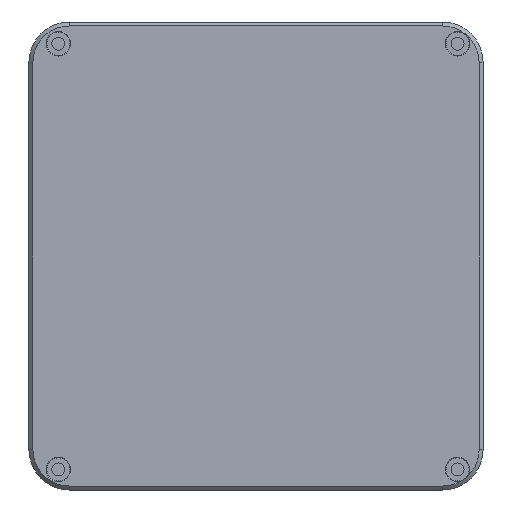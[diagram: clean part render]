
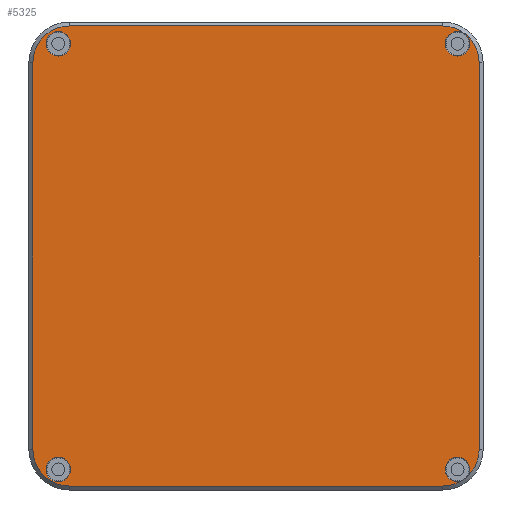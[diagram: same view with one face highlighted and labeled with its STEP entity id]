
A CAD part, left-side view. The second image highlights one B-rep face of the part: STEP entity #5325.
In plain terms, the highlighted planar face has unit normal (-1, 0, 0).
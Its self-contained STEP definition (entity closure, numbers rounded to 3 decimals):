
#526=FACE_BOUND('',#1041,.T.);
#527=FACE_BOUND('',#1042,.T.);
#528=FACE_BOUND('',#1043,.T.);
#553=PLANE('',#5707);
#687=FACE_OUTER_BOUND('',#1040,.T.);
#1040=EDGE_LOOP('',(#3684,#3685,#3686,#3687,#3688,#3689,#3690,#3691,#3692,
#3693,#3694));
#1041=EDGE_LOOP('',(#3695));
#1042=EDGE_LOOP('',(#3696));
#1043=EDGE_LOOP('',(#3697));
#1420=LINE('',#6929,#1870);
#1421=LINE('',#6933,#1871);
#1422=LINE('',#6937,#1872);
#1423=LINE('',#6941,#1873);
#1870=VECTOR('',#5973,10.);
#1871=VECTOR('',#5976,10.);
#1872=VECTOR('',#5979,10.);
#1873=VECTOR('',#5982,10.);
#2319=CIRCLE('',#5705,3.125);
#2321=CIRCLE('',#5708,3.125);
#2322=CIRCLE('',#5709,9.3);
#2323=CIRCLE('',#5710,9.3);
#2324=CIRCLE('',#5711,9.3);
#2325=CIRCLE('',#5712,9.3);
#2326=CIRCLE('',#5713,9.3);
#2327=CIRCLE('',#5714,3.125);
#2328=CIRCLE('',#5715,3.125);
#2329=CIRCLE('',#5716,3.125);
#2394=VERTEX_POINT('',#6917);
#2396=VERTEX_POINT('',#6923);
#2397=VERTEX_POINT('',#6924);
#2398=VERTEX_POINT('',#6926);
#2399=VERTEX_POINT('',#6928);
#2400=VERTEX_POINT('',#6930);
#2401=VERTEX_POINT('',#6932);
#2402=VERTEX_POINT('',#6934);
#2403=VERTEX_POINT('',#6936);
#2404=VERTEX_POINT('',#6938);
#2405=VERTEX_POINT('',#6940);
#2406=VERTEX_POINT('',#6942);
#2407=VERTEX_POINT('',#6945);
#2408=VERTEX_POINT('',#6947);
#2864=EDGE_CURVE('',#2394,#2394,#2319,.T.);
#2867=EDGE_CURVE('',#2396,#2397,#2321,.T.);
#2868=EDGE_CURVE('',#2398,#2396,#2322,.T.);
#2869=EDGE_CURVE('',#2399,#2398,#1420,.T.);
#2870=EDGE_CURVE('',#2400,#2399,#2323,.T.);
#2871=EDGE_CURVE('',#2401,#2400,#1421,.T.);
#2872=EDGE_CURVE('',#2402,#2401,#2324,.T.);
#2873=EDGE_CURVE('',#2403,#2402,#1422,.T.);
#2874=EDGE_CURVE('',#2404,#2403,#2325,.T.);
#2875=EDGE_CURVE('',#2405,#2404,#1423,.T.);
#2876=EDGE_CURVE('',#2406,#2405,#2326,.T.);
#2877=EDGE_CURVE('',#2397,#2406,#2327,.T.);
#2878=EDGE_CURVE('',#2407,#2407,#2328,.T.);
#2879=EDGE_CURVE('',#2408,#2408,#2329,.T.);
#3684=ORIENTED_EDGE('',*,*,#2867,.F.);
#3685=ORIENTED_EDGE('',*,*,#2868,.F.);
#3686=ORIENTED_EDGE('',*,*,#2869,.F.);
#3687=ORIENTED_EDGE('',*,*,#2870,.F.);
#3688=ORIENTED_EDGE('',*,*,#2871,.F.);
#3689=ORIENTED_EDGE('',*,*,#2872,.F.);
#3690=ORIENTED_EDGE('',*,*,#2873,.F.);
#3691=ORIENTED_EDGE('',*,*,#2874,.F.);
#3692=ORIENTED_EDGE('',*,*,#2875,.F.);
#3693=ORIENTED_EDGE('',*,*,#2876,.F.);
#3694=ORIENTED_EDGE('',*,*,#2877,.F.);
#3695=ORIENTED_EDGE('',*,*,#2878,.F.);
#3696=ORIENTED_EDGE('',*,*,#2879,.F.);
#3697=ORIENTED_EDGE('',*,*,#2864,.F.);
#5325=ADVANCED_FACE('',(#687,#526,#527,#528),#553,.T.);
#5705=AXIS2_PLACEMENT_3D('',#6918,#5962,#5963);
#5707=AXIS2_PLACEMENT_3D('',#6922,#5967,#5968);
#5708=AXIS2_PLACEMENT_3D('',#6925,#5969,#5970);
#5709=AXIS2_PLACEMENT_3D('',#6927,#5971,#5972);
#5710=AXIS2_PLACEMENT_3D('',#6931,#5974,#5975);
#5711=AXIS2_PLACEMENT_3D('',#6935,#5977,#5978);
#5712=AXIS2_PLACEMENT_3D('',#6939,#5980,#5981);
#5713=AXIS2_PLACEMENT_3D('',#6943,#5983,#5984);
#5714=AXIS2_PLACEMENT_3D('',#6944,#5985,#5986);
#5715=AXIS2_PLACEMENT_3D('',#6946,#5987,#5988);
#5716=AXIS2_PLACEMENT_3D('',#6948,#5989,#5990);
#5962=DIRECTION('center_axis',(-1.,0.,0.));
#5963=DIRECTION('ref_axis',(0.,0.,
-1.));
#5967=DIRECTION('center_axis',(-1.,0.,0.));
#5968=DIRECTION('ref_axis',(0.,-1.,0.));
#5969=DIRECTION('center_axis',(-1.,0.,0.));
#5970=DIRECTION('ref_axis',(0.,0.,
-1.));
#5971=DIRECTION('center_axis',(1.,0.,0.));
#5972=DIRECTION('ref_axis',(0.,0.,-1.));
#5973=DIRECTION('',(0.,0.,-1.));
#5974=DIRECTION('center_axis',(1.,0.,0.));
#5975=DIRECTION('ref_axis',(0.,-1.,0.));
#5976=DIRECTION('',(0.,-1.,0.));
#5977=DIRECTION('center_axis',(1.,0.,0.));
#5978=DIRECTION('ref_axis',(0.,0.707,0.707));
#5979=DIRECTION('',(0.,0.,1.));
#5980=DIRECTION('center_axis',(1.,0.,0.));
#5981=DIRECTION('ref_axis',(0.,0.707,-0.707));
#5982=DIRECTION('',(0.,1.,0.));
#5983=DIRECTION('center_axis',(1.,0.,0.));
#5984=DIRECTION('ref_axis',(0.,0.,-1.));
#5985=DIRECTION('center_axis',(-1.,0.,0.));
#5986=DIRECTION('ref_axis',(0.,0.,
-1.));
#5987=DIRECTION('center_axis',(-1.,0.,0.));
#5988=DIRECTION('ref_axis',(0.,0.,
-1.));
#5989=DIRECTION('center_axis',(-1.,0.,0.));
#5990=DIRECTION('ref_axis',(0.,0.,
-1.));
#6917=CARTESIAN_POINT('',(-29.9,81.509,106.102));
#6918=CARTESIAN_POINT('Origin',(-29.9,81.509,102.977));
#6922=CARTESIAN_POINT('Origin',(-29.9,26.75,49.));
#6923=CARTESIAN_POINT('',(-29.9,-22.672,-6.879));
#6924=CARTESIAN_POINT('',(-29.9,-19.991,-2.148));
#6925=CARTESIAN_POINT('Origin',(-29.9,-19.991,-5.273));
#6926=CARTESIAN_POINT('',(-29.9,-25.5,-0.2));
#6927=CARTESIAN_POINT('Origin',(-29.9,-16.2,-0.2));
#6928=CARTESIAN_POINT('',(-29.9,-25.5,98.2));
#6929=CARTESIAN_POINT('',(-29.9,-25.5,24.4));
#6930=CARTESIAN_POINT('',(-29.9,-16.2,107.5));
#6931=CARTESIAN_POINT('Origin',(-29.9,-16.2,98.2));
#6932=CARTESIAN_POINT('',(-29.9,78.7,107.5));
#6933=CARTESIAN_POINT('',(-29.9,5.275,107.5));
#6934=CARTESIAN_POINT('',(-29.9,88.,98.2));
#6935=CARTESIAN_POINT('Origin',(-29.9,78.7,98.2));
#6936=CARTESIAN_POINT('',(-29.9,88.,-0.2));
#6937=CARTESIAN_POINT('',(-29.9,88.,73.6));
#6938=CARTESIAN_POINT('',(-29.9,78.7,-9.5));
#6939=CARTESIAN_POINT('Origin',(-29.9,78.7,-0.2));
#6940=CARTESIAN_POINT('',(-29.9,-16.2,-9.5));
#6941=CARTESIAN_POINT('',(-29.9,48.225,-9.5));
#6942=CARTESIAN_POINT('',(-29.9,-20.77,-8.3));
#6943=CARTESIAN_POINT('Origin',(-29.9,-16.2,-0.2));
#6944=CARTESIAN_POINT('Origin',(-29.9,-19.991,-5.273));
#6945=CARTESIAN_POINT('',(-29.9,81.509,-2.148));
#6946=CARTESIAN_POINT('Origin',(-29.9,81.509,-5.273));
#6947=CARTESIAN_POINT('',(-29.9,-19.991,106.102));
#6948=CARTESIAN_POINT('Origin',(-29.9,-19.991,102.977));
